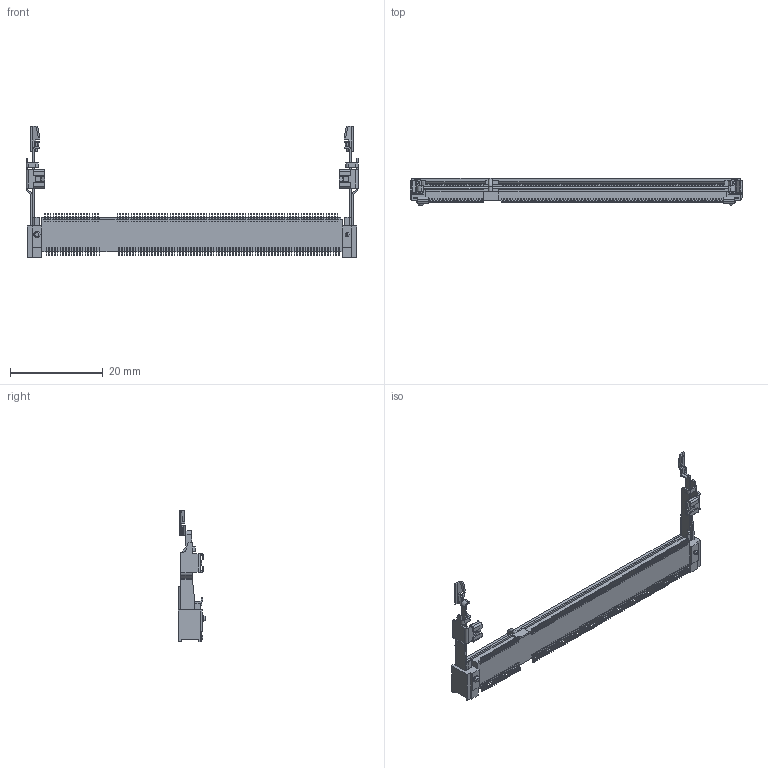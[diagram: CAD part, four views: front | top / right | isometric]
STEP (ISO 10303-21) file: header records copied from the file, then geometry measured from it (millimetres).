
FILE_DESCRIPTION((''),'2;1');
FILE_NAME('C-1473006-1','2011-02-28T',('workeradm'),('Tyco Electronics Ltd.'),'PRO/ENGINEER BY PARAMETRIC TECHNOLOGY CORPORATION, 2009300','PRO/ENGINEER BY PARAMETRIC TECHNOLOGY CORPORATION, 2009300','');
FILE_SCHEMA(('AUTOMOTIVE_DESIGN { 1 0 10303 214 1 1 1 1 }'));
Products named in the file (1): C-1473006-1
Bounding box: 71.5 x 5.9 x 28.34 mm (x, y, z)
Volume: 2016.4 mm3; surface area: 3149 mm2
Topology: 1 solids, 1 shells, 3824 faces, 11370 edges, 7553 vertices
Faces by surface type: plane 2907, cylinder 884, bspline 28, cone 4, torus 1
Entity records: 128200 total; most frequent: CARTESIAN_POINT 23689, ORIENTED_EDGE 22740, DIRECTION 20752, EDGE_CURVE 11370, VECTOR 9564, LINE 9564, VERTEX_POINT 7553, AXIS2_PLACEMENT_3D 5594
